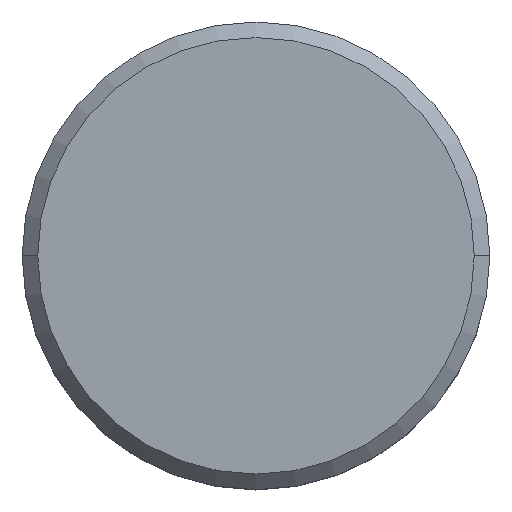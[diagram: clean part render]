
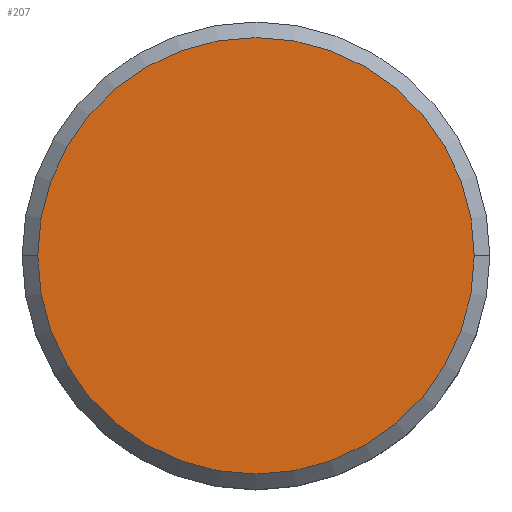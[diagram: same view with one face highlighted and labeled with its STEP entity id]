
A CAD part, top view. The second image highlights one B-rep face of the part: STEP entity #207.
In plain terms, the highlighted planar face has unit normal (0, 0, 1).
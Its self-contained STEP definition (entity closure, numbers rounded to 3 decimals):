
#1 = CARTESIAN_POINT ( 'NONE',  ( 0., 0., 0. ) ) ;
#69 = ORIENTED_EDGE ( 'NONE', *, *, #681, .T. ) ;
#112 = EDGE_LOOP ( 'NONE', ( #1078, #69 ) ) ;
#183 = CARTESIAN_POINT ( 'NONE',  ( -7., 0., 0. ) ) ;
#207 = ADVANCED_FACE ( 'NONE', ( #1061 ), #255, .T. ) ;
#216 = DIRECTION ( 'NONE',  ( 1., 0., 0. ) ) ;
#246 = CARTESIAN_POINT ( 'NONE',  ( 0., 0., 0. ) ) ;
#255 = PLANE ( 'NONE',  #385 ) ;
#334 = CARTESIAN_POINT ( 'NONE',  ( 7., 0., 0. ) ) ;
#385 = AXIS2_PLACEMENT_3D ( 'NONE', #1, #790, #454 ) ;
#397 = CIRCLE ( 'NONE', #690, 7. ) ;
#454 = DIRECTION ( 'NONE',  ( 1., 0., 0. ) ) ;
#475 = DIRECTION ( 'NONE',  ( 1., 0., 0. ) ) ;
#488 = DIRECTION ( 'NONE',  ( 0., 0., 1. ) ) ;
#509 = VERTEX_POINT ( 'NONE', #183 ) ;
#593 = VERTEX_POINT ( 'NONE', #334 ) ;
#613 = AXIS2_PLACEMENT_3D ( 'NONE', #731, #488, #475 ) ;
#661 = DIRECTION ( 'NONE',  ( 0., 0., 1. ) ) ;
#681 = EDGE_CURVE ( 'NONE', #593, #509, #1122, .T. ) ;
#690 = AXIS2_PLACEMENT_3D ( 'NONE', #246, #661, #216 ) ;
#731 = CARTESIAN_POINT ( 'NONE',  ( 0., 0., 0. ) ) ;
#790 = DIRECTION ( 'NONE',  ( 0., 0., 1. ) ) ;
#1005 = EDGE_CURVE ( 'NONE', #509, #593, #397, .T. ) ;
#1061 = FACE_OUTER_BOUND ( 'NONE', #112, .T. ) ;
#1078 = ORIENTED_EDGE ( 'NONE', *, *, #1005, .T. ) ;
#1122 = CIRCLE ( 'NONE', #613, 7. ) ;
